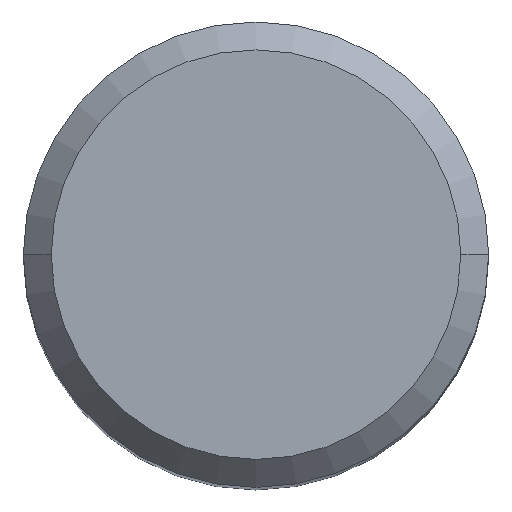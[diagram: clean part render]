
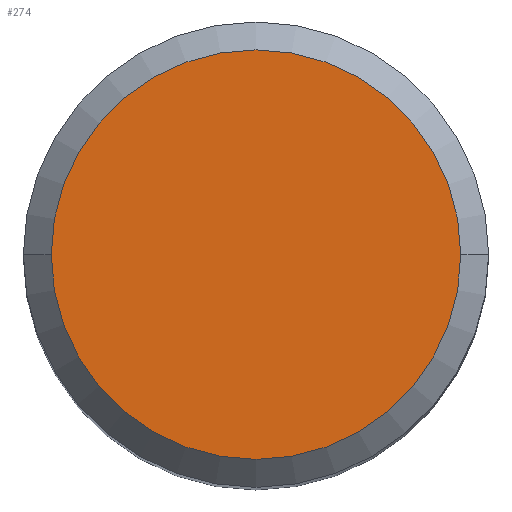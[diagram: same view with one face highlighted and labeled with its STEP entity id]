
A CAD part, top view. The second image highlights one B-rep face of the part: STEP entity #274.
In plain terms, the highlighted planar face has unit normal (0, 0, 1).
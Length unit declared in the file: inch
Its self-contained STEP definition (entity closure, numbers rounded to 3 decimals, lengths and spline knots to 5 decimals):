
#13 = CIRCLE ( 'NONE', #288, 0.11 ) ;
#20 = DIRECTION ( 'NONE',  ( -1., 0., 0. ) ) ;
#33 = EDGE_CURVE ( 'NONE', #459, #207, #13, .T. ) ;
#43 = CARTESIAN_POINT ( 'NONE',  ( 0., 0.11, 0. ) ) ;
#89 = CIRCLE ( 'NONE', #115, 0.11 ) ;
#102 = DIRECTION ( 'NONE',  ( 0., 0., 1. ) ) ;
#110 = ORIENTED_EDGE ( 'NONE', *, *, #364, .T. ) ;
#115 = AXIS2_PLACEMENT_3D ( 'NONE', #448, #102, #133 ) ;
#133 = DIRECTION ( 'NONE',  ( 1., 0., 0. ) ) ;
#192 = EDGE_LOOP ( 'NONE', ( #342, #110 ) ) ;
#194 = DIRECTION ( 'NONE',  ( 0., 0., -1. ) ) ;
#200 = DIRECTION ( 'NONE',  ( 1., 0., 0. ) ) ;
#207 = VERTEX_POINT ( 'NONE', #226 ) ;
#226 = CARTESIAN_POINT ( 'NONE',  ( 0.11, 0., 0. ) ) ;
#274 = ADVANCED_FACE ( 'NONE', ( #285 ), #465, .F. ) ;
#285 = FACE_OUTER_BOUND ( 'NONE', #192, .T. ) ;
#288 = AXIS2_PLACEMENT_3D ( 'NONE', #380, #383, #200 ) ;
#305 = CARTESIAN_POINT ( 'NONE',  ( -0.11, 0., 0. ) ) ;
#342 = ORIENTED_EDGE ( 'NONE', *, *, #33, .T. ) ;
#364 = EDGE_CURVE ( 'NONE', #207, #459, #89, .T. ) ;
#380 = CARTESIAN_POINT ( 'NONE',  ( 0., 0., 0. ) ) ;
#383 = DIRECTION ( 'NONE',  ( 0., 0., 1. ) ) ;
#440 = AXIS2_PLACEMENT_3D ( 'NONE', #43, #194, #20 ) ;
#448 = CARTESIAN_POINT ( 'NONE',  ( 0., 0., 0. ) ) ;
#459 = VERTEX_POINT ( 'NONE', #305 ) ;
#465 = PLANE ( 'NONE',  #440 ) ;
